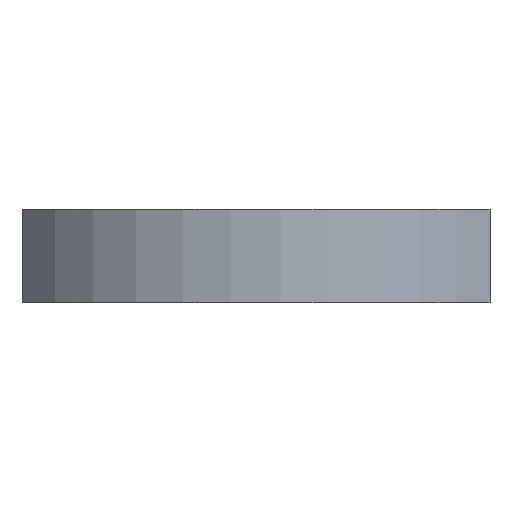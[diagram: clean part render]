
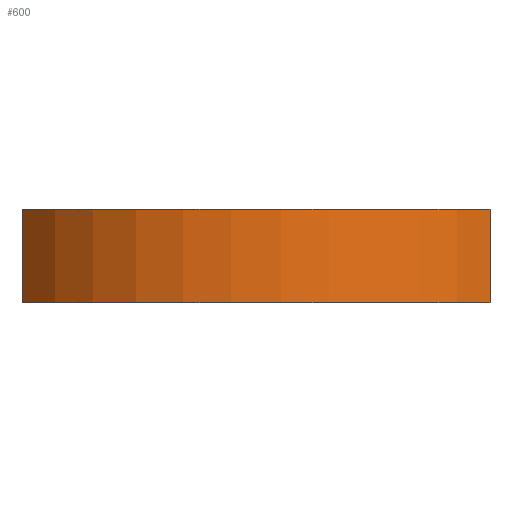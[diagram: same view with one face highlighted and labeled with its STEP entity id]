
A CAD part, front view. The second image highlights one B-rep face of the part: STEP entity #600.
In plain terms, the highlighted cylindrical face has radius 37.5 mm (diameter 75 mm), a partial arc.
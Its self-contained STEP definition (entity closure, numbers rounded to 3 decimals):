
#77=FACE_OUTER_BOUND('',#119,.T.);
#119=EDGE_LOOP('',(#534,#535,#536,#537));
#172=LINE('',#1023,#221);
#174=LINE('',#1027,#223);
#221=VECTOR('',#851,10.);
#223=VECTOR('',#855,10.);
#232=CIRCLE('',#632,37.5);
#255=CIRCLE('',#679,37.5);
#281=VERTEX_POINT('',#927);
#282=VERTEX_POINT('',#929);
#308=VERTEX_POINT('',#1021);
#309=VERTEX_POINT('',#1025);
#342=EDGE_CURVE('',#281,#282,#232,.T.);
#387=EDGE_CURVE('',#308,#281,#172,.T.);
#389=EDGE_CURVE('',#309,#282,#174,.T.);
#390=EDGE_CURVE('',#308,#309,#255,.T.);
#534=ORIENTED_EDGE('',*,*,#390,.T.);
#535=ORIENTED_EDGE('',*,*,#389,.T.);
#536=ORIENTED_EDGE('',*,*,#342,.F.);
#537=ORIENTED_EDGE('',*,*,#387,.F.);
#568=CYLINDRICAL_SURFACE('',#678,37.5);
#600=ADVANCED_FACE('',(#77),#568,.T.);
#632=AXIS2_PLACEMENT_3D('',#930,#739,#740);
#678=AXIS2_PLACEMENT_3D('',#1028,#856,#857);
#679=AXIS2_PLACEMENT_3D('',#1029,#858,#859);
#739=DIRECTION('center_axis',(0.,0.,1.));
#740=DIRECTION('ref_axis',(-0.8,-0.6,0.));
#851=DIRECTION('',(0.,0.,1.));
#855=DIRECTION('',(0.,0.,1.));
#856=DIRECTION('center_axis',(0.,0.,1.));
#857=DIRECTION('ref_axis',(-0.8,-0.6,0.));
#858=DIRECTION('center_axis',(0.,0.,1.));
#859=DIRECTION('ref_axis',(-0.8,-0.6,0.));
#927=CARTESIAN_POINT('',(0.,15.,12.));
#929=CARTESIAN_POINT('',(60.,15.,12.));
#930=CARTESIAN_POINT('Origin',(30.,37.5,12.));
#1021=CARTESIAN_POINT('',(0.,15.,0.));
#1023=CARTESIAN_POINT('',(0.,15.,0.));
#1025=CARTESIAN_POINT('',(60.,15.,0.));
#1027=CARTESIAN_POINT('',(60.,15.,0.));
#1028=CARTESIAN_POINT('Origin',(30.,37.5,0.));
#1029=CARTESIAN_POINT('Origin',(30.,37.5,0.));
